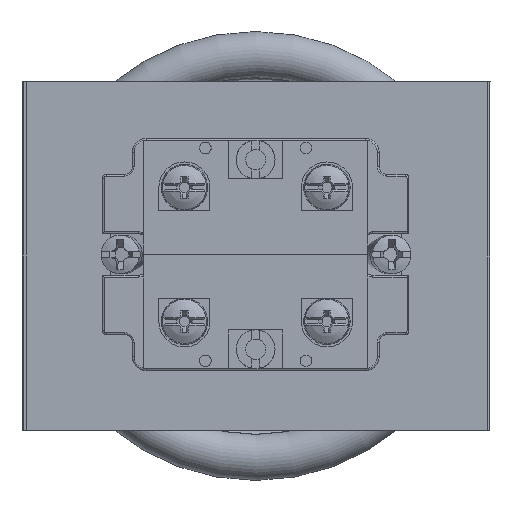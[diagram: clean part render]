
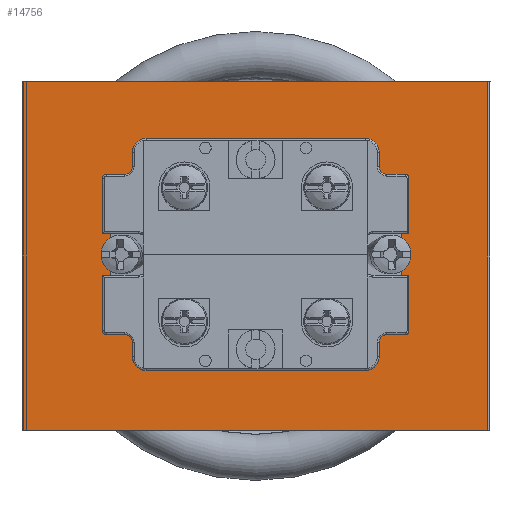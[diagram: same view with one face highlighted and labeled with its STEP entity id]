
A CAD part, left-side view. The second image highlights one B-rep face of the part: STEP entity #14756.
In plain terms, the highlighted planar face has unit normal (-1, 0, 0).
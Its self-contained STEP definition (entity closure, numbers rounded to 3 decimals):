
#14584=CARTESIAN_POINT('',(-15.704,-32.725,11.25));
#14585=VERTEX_POINT('',#14584);
#14586=CARTESIAN_POINT('',(-15.704,-32.725,22.5));
#14587=DIRECTION('',(1.0,0.0,0.0));
#14588=DIRECTION('',(0.0,0.0,1.0));
#14589=AXIS2_PLACEMENT_3D('',#14586,#14587,#14588);
#14590=CIRCLE('',#14589,11.25);
#14591=EDGE_CURVE('',#14585,#14585,#14590,.T.);
#14618=CARTESIAN_POINT('',(-15.704,-2.725,45.0));
#14619=VERTEX_POINT('',#14618);
#14638=CARTESIAN_POINT('',(-15.704,-2.725,0.0));
#14639=VERTEX_POINT('',#14638);
#14648=CARTESIAN_POINT('',(-15.704,-2.725,0.0));
#14649=DIRECTION('',(0.0,0.0,1.0));
#14650=VECTOR('',#14649,45.0);
#14651=LINE('',#14648,#14650);
#14652=EDGE_CURVE('',#14639,#14619,#14651,.T.);
#14702=CARTESIAN_POINT('',(-15.704,-62.725,45.0));
#14703=VERTEX_POINT('',#14702);
#14712=CARTESIAN_POINT('',(-15.704,-62.725,0.0));
#14713=VERTEX_POINT('',#14712);
#14714=CARTESIAN_POINT('',(-15.704,-62.725,0.0));
#14715=DIRECTION('',(0.0,0.0,1.0));
#14716=VECTOR('',#14715,45.0);
#14717=LINE('',#14714,#14716);
#14718=EDGE_CURVE('',#14713,#14703,#14717,.T.);
#14732=CARTESIAN_POINT('',(-15.704,-62.725,0.0));
#14733=DIRECTION('',(-1.0,0.0,0.0));
#14734=DIRECTION('',(0.0,0.0,1.0));
#14735=AXIS2_PLACEMENT_3D('',#14732,#14733,#14734);
#14736=PLANE('',#14735);
#14737=CARTESIAN_POINT('',(-15.704,-62.725,45.0));
#14738=DIRECTION('',(0.0,1.0,0.0));
#14739=VECTOR('',#14738,60.0);
#14740=LINE('',#14737,#14739);
#14741=EDGE_CURVE('',#14703,#14619,#14740,.T.);
#14742=ORIENTED_EDGE('',*,*,#14741,.T.);
#14743=ORIENTED_EDGE('',*,*,#14652,.F.);
#14744=CARTESIAN_POINT('',(-15.704,-2.725,0.0));
#14745=DIRECTION('',(0.0,-1.0,0.0));
#14746=VECTOR('',#14745,60.0);
#14747=LINE('',#14744,#14746);
#14748=EDGE_CURVE('',#14639,#14713,#14747,.T.);
#14749=ORIENTED_EDGE('',*,*,#14748,.T.);
#14750=ORIENTED_EDGE('',*,*,#14718,.T.);
#14751=EDGE_LOOP('',(#14742,#14743,#14749,#14750));
#14752=FACE_OUTER_BOUND('',#14751,.T.);
#14753=ORIENTED_EDGE('',*,*,#14591,.T.);
#14754=EDGE_LOOP('',(#14753));
#14755=FACE_BOUND('',#14754,.T.);
#14756=ADVANCED_FACE('',(#14752,#14755),#14736,.T.);
